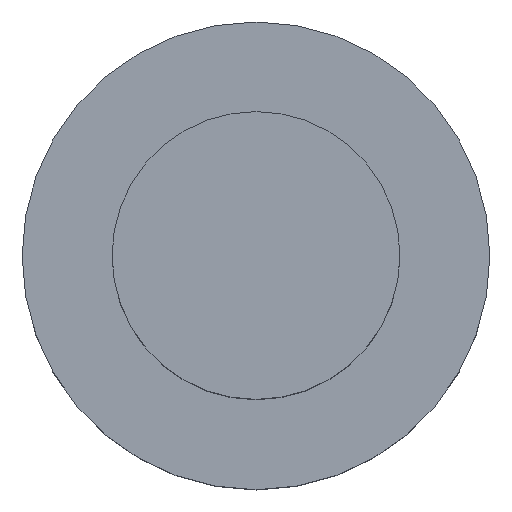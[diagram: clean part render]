
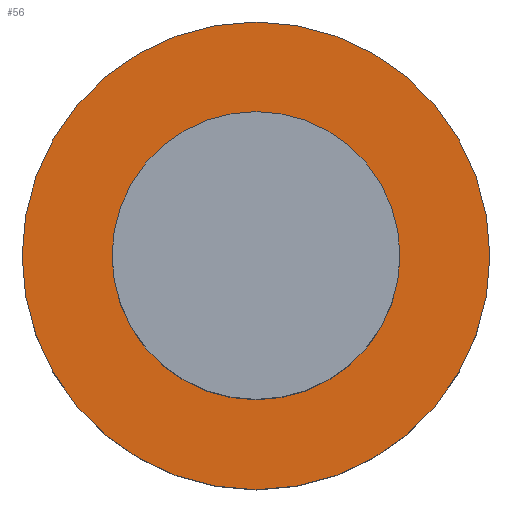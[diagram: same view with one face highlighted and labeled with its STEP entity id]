
A CAD part, top view. The second image highlights one B-rep face of the part: STEP entity #56.
In plain terms, the highlighted planar face has unit normal (0, 0, 1).
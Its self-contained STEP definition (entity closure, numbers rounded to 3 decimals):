
#14=PLANE('',#76);
#19=ORIENTED_EDGE('',*,*,#27,.T.);
#20=ORIENTED_EDGE('',*,*,#25,.F.);
#25=EDGE_CURVE('',#29,#29,#33,.T.);
#27=EDGE_CURVE('',#31,#31,#35,.T.);
#29=VERTEX_POINT('',#108);
#31=VERTEX_POINT('',#113);
#33=CIRCLE('',#74,32.5);
#35=CIRCLE('',#77,20.);
#39=EDGE_LOOP('',(#19));
#40=EDGE_LOOP('',(#20));
#47=FACE_BOUND('',#39,.T.);
#48=FACE_BOUND('',#40,.T.);
#56=ADVANCED_FACE('',(#47,#48),#14,.F.);
#74=AXIS2_PLACEMENT_3D('',#107,#87,#88);
#76=AXIS2_PLACEMENT_3D('',#111,#91,#92);
#77=AXIS2_PLACEMENT_3D('',#112,#93,#94);
#87=DIRECTION('',(0.,0.,-1.));
#88=DIRECTION('',(1.,0.,0.));
#91=DIRECTION('',(0.,0.,-1.));
#92=DIRECTION('',(-1.,0.,0.));
#93=DIRECTION('',(0.,0.,-1.));
#94=DIRECTION('',(1.,0.,0.));
#107=CARTESIAN_POINT('',(0.,0.,20.));
#108=CARTESIAN_POINT('',(32.5,0.,20.));
#111=CARTESIAN_POINT('',(0.,0.,20.));
#112=CARTESIAN_POINT('',(0.,0.,20.));
#113=CARTESIAN_POINT('',(20.,0.,20.));
